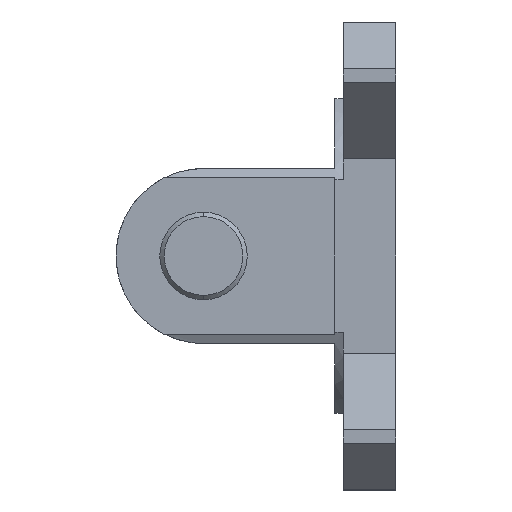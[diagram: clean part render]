
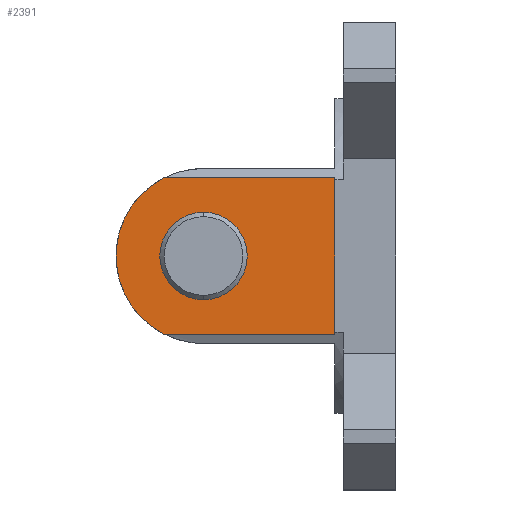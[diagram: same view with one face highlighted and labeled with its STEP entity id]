
A CAD part, left-side view. The second image highlights one B-rep face of the part: STEP entity #2391.
In plain terms, the highlighted planar face has unit normal (-1, 0, 0).
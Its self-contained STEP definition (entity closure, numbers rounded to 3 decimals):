
#45 = EDGE_CURVE ( 'NONE', #952, #393, #1706, .T. ) ;
#173 = DIRECTION ( 'NONE',  ( 0., 0., 1. ) ) ;
#182 = EDGE_CURVE ( 'NONE', #1759, #393, #459, .T. ) ;
#183 = VECTOR ( 'NONE', #1881, 1000. ) ;
#277 = ORIENTED_EDGE ( 'NONE', *, *, #1394, .T. ) ;
#332 = EDGE_CURVE ( 'NONE', #1228, #697, #1617, .T. ) ;
#373 = CARTESIAN_POINT ( 'NONE',  ( -17.9, -37.987, -8.921 ) ) ;
#393 = VERTEX_POINT ( 'NONE', #853 ) ;
#395 = FACE_BOUND ( 'NONE', #1833, .T. ) ;
#459 = CIRCLE ( 'NONE', #527, 10. ) ;
#527 = AXIS2_PLACEMENT_3D ( 'NONE', #1506, #1496, #1494 ) ;
#577 = CARTESIAN_POINT ( 'NONE',  ( -17.9, 22., -5. ) ) ;
#697 = VERTEX_POINT ( 'NONE', #1469 ) ;
#712 = EDGE_CURVE ( 'NONE', #2022, #1759, #1278, .T. ) ;
#792 = CIRCLE ( 'NONE', #2326, 5. ) ;
#830 = AXIS2_PLACEMENT_3D ( 'NONE', #373, #2332, #1194 ) ;
#853 = CARTESIAN_POINT ( 'NONE',  ( -17.9, 26.518, -8.921 ) ) ;
#857 = ORIENTED_EDGE ( 'NONE', *, *, #2468, .T. ) ;
#887 = FACE_OUTER_BOUND ( 'NONE', #1603, .T. ) ;
#952 = VERTEX_POINT ( 'NONE', #1958 ) ;
#979 = DIRECTION ( 'NONE',  ( 0., 0., -1. ) ) ;
#982 = ORIENTED_EDGE ( 'NONE', *, *, #712, .T. ) ;
#990 = DIRECTION ( 'NONE',  ( 1., 0., 0. ) ) ;
#996 = CARTESIAN_POINT ( 'NONE',  ( -17.9, 22., 0. ) ) ;
#1022 = ORIENTED_EDGE ( 'NONE', *, *, #45, .F. ) ;
#1194 = DIRECTION ( 'NONE',  ( 0., 0., -1. ) ) ;
#1228 = VERTEX_POINT ( 'NONE', #577 ) ;
#1278 = LINE ( 'NONE', #1697, #183 ) ;
#1394 = EDGE_CURVE ( 'NONE', #697, #1228, #792, .T. ) ;
#1410 = CARTESIAN_POINT ( 'NONE',  ( -17.9, 7., -8.921 ) ) ;
#1421 = ORIENTED_EDGE ( 'NONE', *, *, #182, .T. ) ;
#1437 = CARTESIAN_POINT ( 'NONE',  ( -17.9, 26.518, 8.921 ) ) ;
#1459 = ORIENTED_EDGE ( 'NONE', *, *, #332, .T. ) ;
#1469 = CARTESIAN_POINT ( 'NONE',  ( -17.9, 22., 5. ) ) ;
#1477 = AXIS2_PLACEMENT_3D ( 'NONE', #996, #990, #979 ) ;
#1494 = DIRECTION ( 'NONE',  ( 0., 0., -1. ) ) ;
#1496 = DIRECTION ( 'NONE',  ( -1., 0., 0. ) ) ;
#1506 = CARTESIAN_POINT ( 'NONE',  ( -17.9, 22., 0. ) ) ;
#1603 = EDGE_LOOP ( 'NONE', ( #982, #1421, #1022, #857 ) ) ;
#1617 = CIRCLE ( 'NONE', #1477, 5. ) ;
#1697 = CARTESIAN_POINT ( 'NONE',  ( -17.9, -37.987, 8.921 ) ) ;
#1706 = LINE ( 'NONE', #1841, #2161 ) ;
#1740 = VECTOR ( 'NONE', #173, 1000. ) ;
#1759 = VERTEX_POINT ( 'NONE', #1437 ) ;
#1803 = LINE ( 'NONE', #1410, #1740 ) ;
#1833 = EDGE_LOOP ( 'NONE', ( #1459, #277 ) ) ;
#1841 = CARTESIAN_POINT ( 'NONE',  ( -17.9, -37.987, -8.921 ) ) ;
#1847 = DIRECTION ( 'NONE',  ( 0., 1., 0. ) ) ;
#1881 = DIRECTION ( 'NONE',  ( 0., 1., 0. ) ) ;
#1958 = CARTESIAN_POINT ( 'NONE',  ( -17.9, 7., -8.921 ) ) ;
#2022 = VERTEX_POINT ( 'NONE', #2469 ) ;
#2159 = PLANE ( 'NONE',  #830 ) ;
#2161 = VECTOR ( 'NONE', #1847, 1000. ) ;
#2326 = AXIS2_PLACEMENT_3D ( 'NONE', #2527, #2507, #2481 ) ;
#2332 = DIRECTION ( 'NONE',  ( 1., 0., 0. ) ) ;
#2391 = ADVANCED_FACE ( 'NONE', ( #395, #887 ), #2159, .F. ) ;
#2468 = EDGE_CURVE ( 'NONE', #952, #2022, #1803, .T. ) ;
#2469 = CARTESIAN_POINT ( 'NONE',  ( -17.9, 7., 8.921 ) ) ;
#2481 = DIRECTION ( 'NONE',  ( 0., 0., -1. ) ) ;
#2507 = DIRECTION ( 'NONE',  ( 1., 0., 0. ) ) ;
#2527 = CARTESIAN_POINT ( 'NONE',  ( -17.9, 22., 0. ) ) ;
